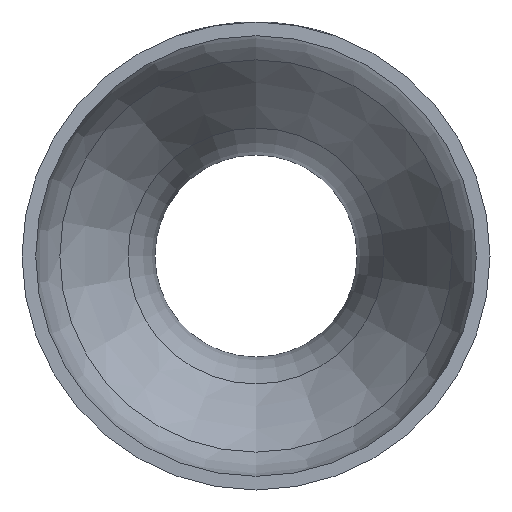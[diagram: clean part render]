
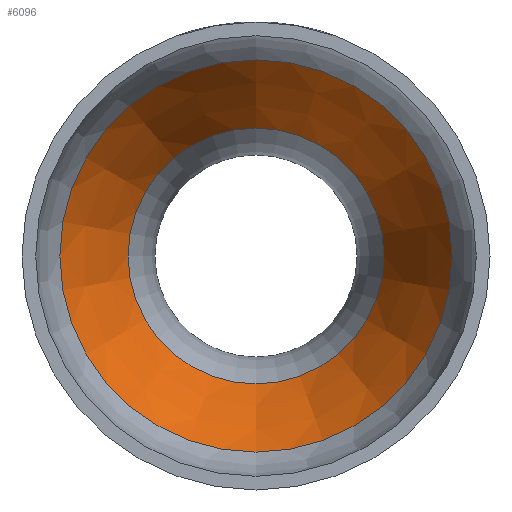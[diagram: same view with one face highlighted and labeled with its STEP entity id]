
A CAD part, front view. The second image highlights one B-rep face of the part: STEP entity #6096.
In plain terms, the highlighted conical face has half-angle 26.924 degrees and reference radius 37.254 mm.
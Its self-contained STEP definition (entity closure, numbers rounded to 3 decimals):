
#5 = CARTESIAN_POINT ( 'NONE',  ( 0., 56.718, 0. ) ) ;
#59 = EDGE_LOOP ( 'NONE', ( #3612 ) ) ;
#453 = CARTESIAN_POINT ( 'NONE',  ( 0., 31.199, 0. ) ) ;
#759 = AXIS2_PLACEMENT_3D ( 'NONE', #5, #8210, #4042 ) ;
#1226 = CARTESIAN_POINT ( 'NONE',  ( 0., 31.199, -37.254 ) ) ;
#3612 = ORIENTED_EDGE ( 'NONE', *, *, #8147, .F. ) ;
#4042 = DIRECTION ( 'NONE',  ( 0., 0., -1. ) ) ;
#4062 = AXIS2_PLACEMENT_3D ( 'NONE', #453, #10256, #10582 ) ;
#5100 = FACE_OUTER_BOUND ( 'NONE', #15445, .T. ) ;
#6096 = ADVANCED_FACE ( 'NONE', ( #17373, #5100 ), #12340, .F. ) ;
#6504 = CARTESIAN_POINT ( 'NONE',  ( 0., 56.718, -24.294 ) ) ;
#7908 = CIRCLE ( 'NONE', #4062, 37.254 ) ;
#8147 = EDGE_CURVE ( 'NONE', #12392, #12392, #9902, .T. ) ;
#8210 = DIRECTION ( 'NONE',  ( 0., -1., 0. ) ) ;
#9689 = EDGE_CURVE ( 'NONE', #14146, #14146, #7908, .T. ) ;
#9889 = ORIENTED_EDGE ( 'NONE', *, *, #9689, .T. ) ;
#9902 = CIRCLE ( 'NONE', #759, 24.294 ) ;
#10183 = DIRECTION ( 'NONE',  ( 0., 0., -1. ) ) ;
#10256 = DIRECTION ( 'NONE',  ( 0., -1., 0. ) ) ;
#10582 = DIRECTION ( 'NONE',  ( 0., 0., -1. ) ) ;
#10857 = AXIS2_PLACEMENT_3D ( 'NONE', #12800, #14370, #10183 ) ;
#12340 = CONICAL_SURFACE ( 'NONE', #10857, 37.254, 0.47 ) ;
#12392 = VERTEX_POINT ( 'NONE', #6504 ) ;
#12800 = CARTESIAN_POINT ( 'NONE',  ( 0., 31.199, 0. ) ) ;
#14146 = VERTEX_POINT ( 'NONE', #1226 ) ;
#14370 = DIRECTION ( 'NONE',  ( 0., -1., 0. ) ) ;
#15445 = EDGE_LOOP ( 'NONE', ( #9889 ) ) ;
#17373 = FACE_BOUND ( 'NONE', #59, .T. ) ;
